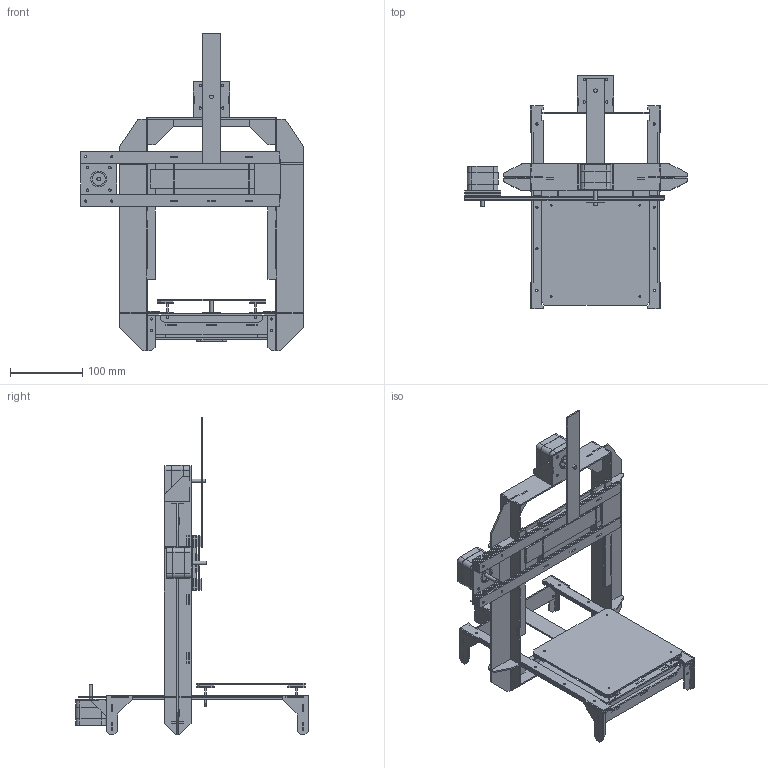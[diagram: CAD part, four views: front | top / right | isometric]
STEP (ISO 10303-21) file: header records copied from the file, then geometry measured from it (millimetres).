
FILE_DESCRIPTION(/* description */ ('Unknown'),/* implementation_level */ '2;1');
FILE_NAME(/* name */ 'Mini 3D Printer',/* time_stamp */ '2022-09-12T15:27:00+05:00',/* author */ ('Unknown'),/* organization */ ('Unknown'),/* preprocessor_version */ 'ST-DEVELOPER v16.7',/* originating_system */ 'DEX',/* authorisation */ $);
FILE_SCHEMA (('AUTOMOTIVE_DESIGN {1 0 10303 214 3 1 1}'));
Length unit declared in the file: millimetre
Products named in the file (48): Mini 3D Printer; Outer Frame; Top Plate ; Side Plate; Side Support Plate; Z Midlde Plate; Corner Support; Z Holding Plate; Top Support Plate; Top Corner Support; Motor Clamp; Motor; Motor Shaft; Bottom Corner Support; Bottom Support Plate; Bottom  Plate; Base Frame; Leg Joint Plate; Leg; Leg Support; Leg Joint Front Plate; Bed Holding Top Plate; Midlde Plate; Bed Holding Plate; Front Support Plate; Bed; Bed Top Plate; Screw Holder; Sliding Plate; Screw; Screw Plate; Screw Plate Support; Bed Sliding Plate; Z SLIDE; X Holding Plate; X Middle Plate; Motor Plate Joint; X Motor Plate; Small Support; Long Support ...
Assembly tree (96 placements, depth 4):
  Mini 3D Printer
    Outer Frame
      Top Plate 
      Side Plate  x2
      Side Support Plate  x2
      Z Midlde Plate  x2
      Corner Support  x4
      Z Holding Plate  x4
      Top Support Plate
      Top Corner Support  x4
      Motor Clamp
      Motor
        Motor
        Motor Shaft
      Bottom Corner Support  x2
      Bottom Support Plate
      Bottom  Plate
    Base Frame
      Motor
        Motor
        Motor Shaft
      Leg Joint Plate
      Top Corner Support  x2
      Leg  x4
      Leg Support  x4
      Leg Joint Front Plate
      Bed Holding Top Plate  x2
      Midlde Plate  x2
      Bed Holding Plate  x2
      Motor Clamp
      Front Support Plate
    Bed
      Bed Top Plate
      Screw Holder  x8
      Sliding Plate  x2
      Screw  x4
      Screw Plate  x2
      Screw Plate Support  x2
      Bed Sliding Plate
    Z SLIDE
      X Holding Plate  x4
      X Middle Plate  x2
      Motor Plate Joint  x6
      X Motor Plate
      Small Support  x2
      Long Support
      Motor
        Motor
        Motor Shaft
      Z Slide Plate
      Sliding Plate
    X SLIDE
      Sliding Plate
      X Slide Support
      X Slide Plate
Bounding box: 307.97 x 322.3 x 439 mm (x, y, z)
Volume: 630668 mm3; surface area: 542243 mm2
Topology: 92 solids, 92 shells, 1601 faces, 4223 edges, 2833 vertices
Faces by surface type: plane 1393, cylinder 204, cone 4
Full cylindrical faces by diameter (mm): 2 x24, 3 x78, 3.3 x24, 5 x6, 18 x6, 22 x6
Entity records: 25902 total; most frequent: CARTESIAN_POINT 4277, ORIENTED_EDGE 4018, DIRECTION 3949, EDGE_CURVE 2009, LINE 1833, VECTOR 1833, VERTEX_POINT 1386, EDGE_LOOP 1061
